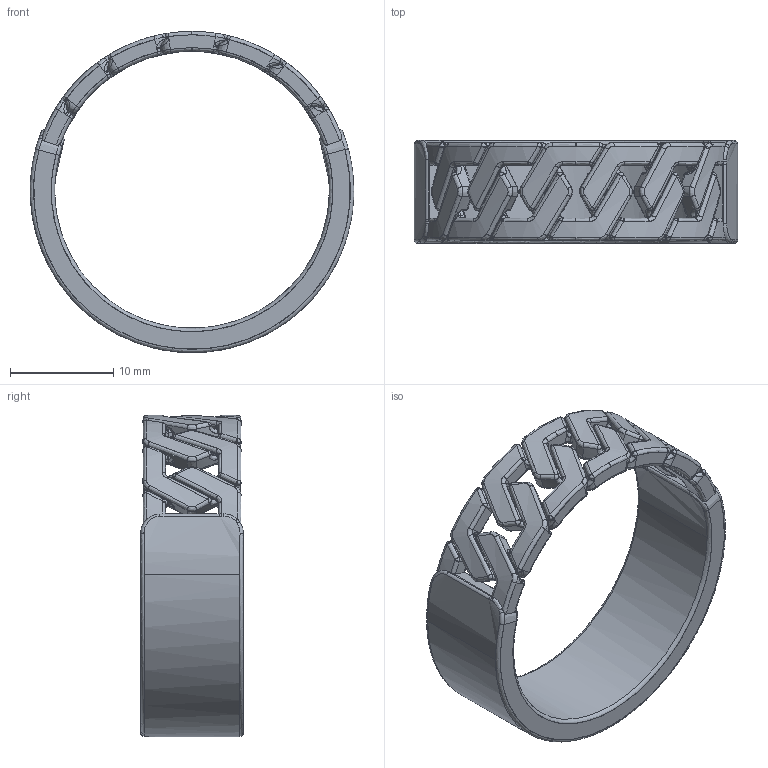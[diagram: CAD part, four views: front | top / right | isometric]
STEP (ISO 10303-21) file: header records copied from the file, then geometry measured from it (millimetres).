
FILE_DESCRIPTION(('FreeCAD Model'),'2;1');
FILE_NAME('Open CASCADE Shape Model','2025-05-04T11:23:35',('FreeCAD'),( 'FreeCAD'),'Open CASCADE STEP processor 7.6','FreeCAD','Unknown');
FILE_SCHEMA(('AUTOMOTIVE_DESIGN { 1 0 10303 214 1 1 1 1 }'));
Products named in the file (1): Open CASCADE STEP translator 7.6 1
Bounding box: 31.33 x 9.95 x 31.08 mm (x, y, z)
Surface area: 2458.1 mm2 (no closed solid volume)
Topology: 0 solids, 1040 shells, 1040 faces, 8540 edges, 8460 vertices
Faces by surface type: bspline 1040
Entity records: 151415 total; most frequent: CARTESIAN_POINT 112165, ORIENTED_EDGE 8477, EDGE_CURVE 8477, VERTEX_POINT 8467, B_SPLINE_CURVE_WITH_KNOTS 7973, SHELL_BASED_SURFACE_MODEL 1040, OPEN_SHELL 1040, ADVANCED_FACE 1040
